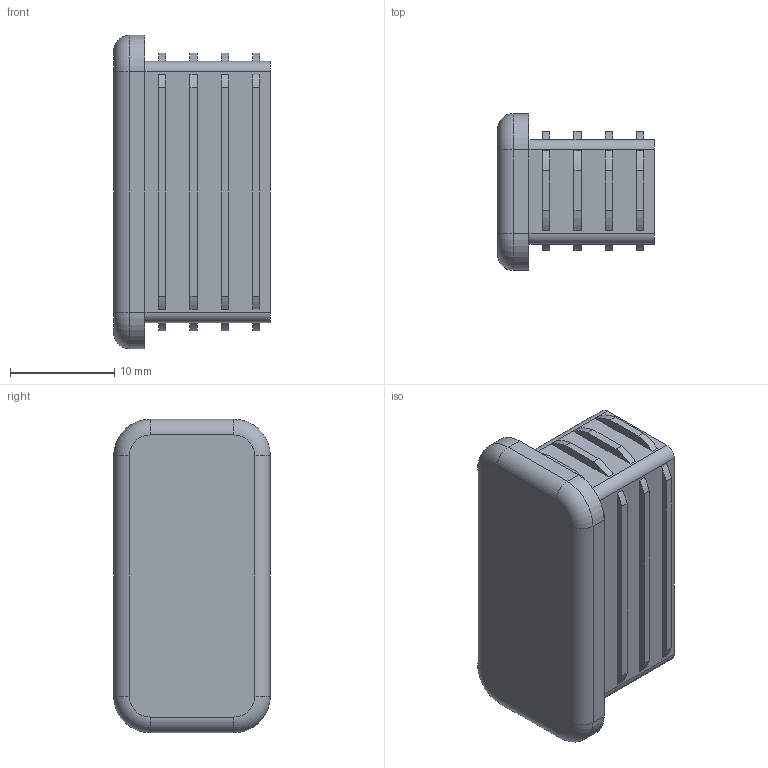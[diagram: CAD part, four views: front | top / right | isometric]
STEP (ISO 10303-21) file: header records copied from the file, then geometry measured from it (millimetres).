
FILE_DESCRIPTION (( 'STEP AP203' ), '1' );
FILE_NAME ('3D_R6590_30x15_173487500.STEP', '2024-08-27T10:09:25', ( '' ), ( '' ), 'SwSTEP 2.0', 'SolidWorks 2024', '' );
FILE_SCHEMA (( 'CONFIG_CONTROL_DESIGN' ));
Length unit declared in the file: millimetre
Products named in the file (1): 3D_R6590_30x15_173487500
Bounding box: 15 x 15 x 30 mm (x, y, z)
Volume: 1870 mm3; surface area: 3244.2 mm2
Topology: 6 solids, 6 shells, 132 faces, 310 edges, 200 vertices
Faces by surface type: plane 76, cylinder 52, torus 4
Entity records: 3853 total; most frequent: DIRECTION 684, CARTESIAN_POINT 643, ORIENTED_EDGE 620, EDGE_CURVE 310, AXIS2_PLACEMENT_3D 241, LINE 202, VECTOR 202, VERTEX_POINT 200
